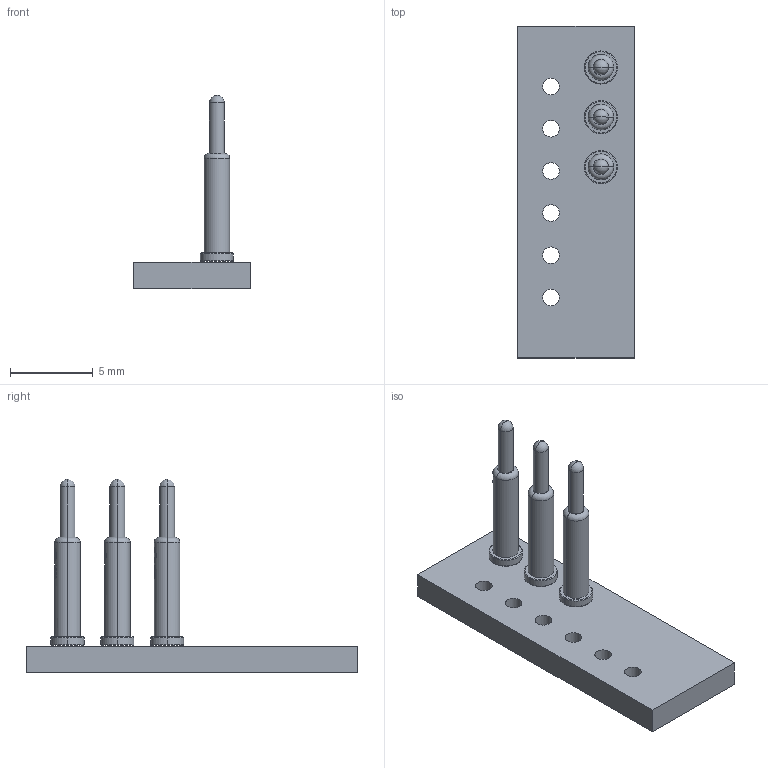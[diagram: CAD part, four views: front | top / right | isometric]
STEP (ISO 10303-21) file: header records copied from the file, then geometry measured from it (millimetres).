
FILE_DESCRIPTION(('KiCad electronic assembly'),'2;1');
FILE_NAME('PogoConnector.step','2025-11-23T11:08:21',('Pcbnew'),('Kicad' ),'Open CASCADE STEP processor 7.6','KiCad to STEP converter', 'Unknown');
FILE_SCHEMA(('AUTOMOTIVE_DESIGN { 1 0 10303 214 1 1 1 1 }'));
Length unit declared in the file: millimetre
Products named in the file (4): PogoConnector 1; SMD-1_BD2.0-H10.0; PogoConnector_PCB
Assembly tree (5 placements, depth 3):
  PogoConnector 1
    SMD-1_BD2.0-H10.0  x3
      SMD-1_BD2.0-H10.0
    PogoConnector_PCB
Bounding box: 7 x 20 x 11.65 mm (x, y, z)
Volume: 260.8 mm3; surface area: 528 mm2
Topology: 4 solids, 4 shells, 720 faces, 1938 edges, 1283 vertices
Faces by surface type: bspline 483, plane 132, cylinder 81, torus 18, sphere 6
Full cylindrical faces by diameter (mm): 1 x6
Entity records: 11870 total; most frequent: CARTESIAN_POINT 5528, ORIENTED_EDGE 1328, EDGE_CURVE 664, B_SPLINE_CURVE_WITH_KNOTS 600, VERTEX_POINT 441, DIRECTION 290, FACE_BOUND 281, EDGE_LOOP 281
